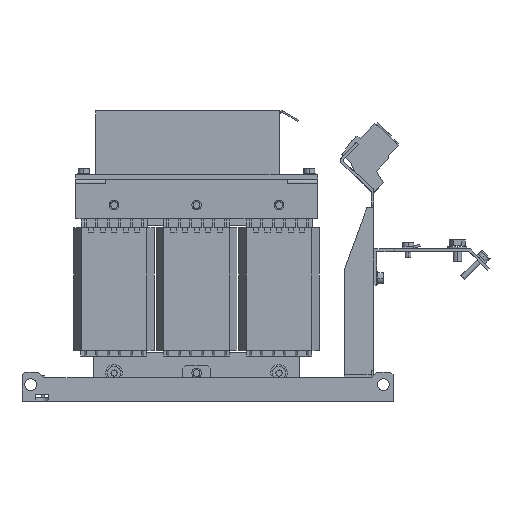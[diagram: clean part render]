
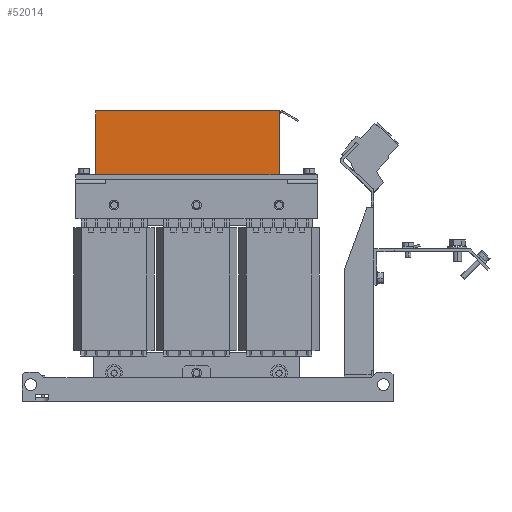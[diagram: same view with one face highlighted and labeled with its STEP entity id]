
A CAD part, left-side view. The second image highlights one B-rep face of the part: STEP entity #52014.
In plain terms, the highlighted planar face has unit normal (-1, 0, 0).
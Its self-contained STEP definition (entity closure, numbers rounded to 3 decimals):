
#51603=DIRECTION('',(0.,0.,-1.));
#51604=VECTOR('',#51603,46.4);
#51605=CARTESIAN_POINT('',(-25.2,-52.,208.55));
#51606=LINE('',#51605,#51604);
#51623=DIRECTION('',(0.,-1.,0.));
#51624=VECTOR('',#51623,133.5);
#51625=CARTESIAN_POINT('',(-25.2,81.5,208.55));
#51626=LINE('',#51625,#51624);
#51651=DIRECTION('',(0.,0.,-1.));
#51652=VECTOR('',#51651,46.4);
#51653=CARTESIAN_POINT('',(-25.2,81.5,208.55));
#51654=LINE('',#51653,#51652);
#51659=DIRECTION('',(0.,-1.,0.));
#51660=VECTOR('',#51659,133.5);
#51661=CARTESIAN_POINT('',(-25.2,81.5,162.15));
#51662=LINE('',#51661,#51660);
#51788=CARTESIAN_POINT('',(-25.2,81.5,208.55));
#51790=VERTEX_POINT('',#51788);
#51791=CARTESIAN_POINT('',(-25.2,-52.,208.55));
#51792=VERTEX_POINT('',#51791);
#51796=CARTESIAN_POINT('',(-25.2,81.5,162.15));
#51798=VERTEX_POINT('',#51796);
#51799=CARTESIAN_POINT('',(-25.2,-52.,162.15));
#51800=VERTEX_POINT('',#51799);
#52001=CARTESIAN_POINT('',(-25.2,81.5,208.55));
#52002=DIRECTION('',(-1.,0.,0.));
#52003=DIRECTION('',(0.,-1.,0.));
#52004=AXIS2_PLACEMENT_3D('',#52001,#52002,#52003);
#52005=PLANE('',#52004);
#52006=ORIENTED_EDGE('',*,*,#51965,.T.);
#52007=ORIENTED_EDGE('',*,*,#51932,.T.);
#52009=ORIENTED_EDGE('',*,*,#52008,.F.);
#52011=ORIENTED_EDGE('',*,*,#52010,.F.);
#52012=EDGE_LOOP('',(#52006,#52007,#52009,#52011));
#52013=FACE_OUTER_BOUND('',#52012,.F.);
#52014=ADVANCED_FACE('',(#52013),#52005,.T.);
#51932=EDGE_CURVE('',#51792,#51800,#51606,.T.);
#51965=EDGE_CURVE('',#51790,#51792,#51626,.T.);
#52008=EDGE_CURVE('',#51798,#51800,#51662,.T.);
#52010=EDGE_CURVE('',#51790,#51798,#51654,.T.);
